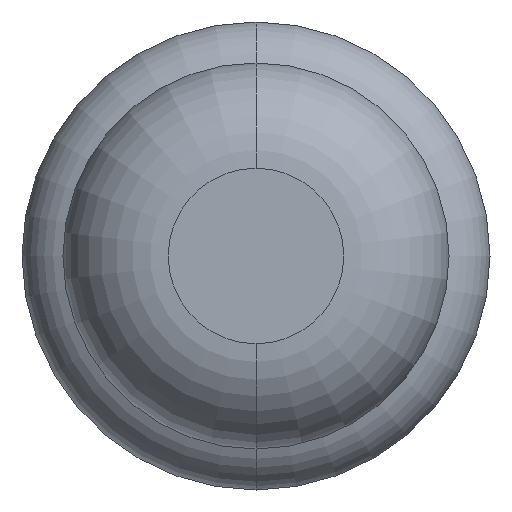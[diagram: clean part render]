
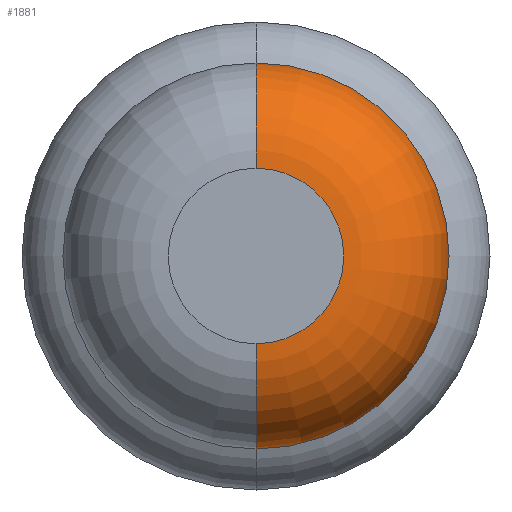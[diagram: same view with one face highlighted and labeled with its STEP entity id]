
A CAD part, front view. The second image highlights one B-rep face of the part: STEP entity #1881.
In plain terms, the highlighted toroidal (fillet/blend) face has major radius 0.375 mm and minor radius 0.45 mm.
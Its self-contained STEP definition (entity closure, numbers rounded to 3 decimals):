
#32 = VERTEX_POINT ( 'NONE', #2946 ) ;
#62 = EDGE_CURVE ( 'NONE', #32, #3934, #3597, .T. ) ;
#89 = DIRECTION ( 'NONE',  ( 0., 1., 0. ) ) ;
#128 = CARTESIAN_POINT ( 'NONE',  ( 0., -28.55, -0.825 ) ) ;
#136 = ORIENTED_EDGE ( 'NONE', *, *, #314, .T. ) ;
#166 = EDGE_LOOP ( 'NONE', ( #636, #136, #2149, #1171 ) ) ;
#172 = CIRCLE ( 'NONE', #3017, 0.825 ) ;
#314 = EDGE_CURVE ( 'NONE', #1987, #3435, #1235, .T. ) ;
#543 = CARTESIAN_POINT ( 'NONE',  ( 0., -28.55, -0.375 ) ) ;
#636 = ORIENTED_EDGE ( 'NONE', *, *, #1717, .T. ) ;
#649 = CARTESIAN_POINT ( 'NONE',  ( 0., -28.55, 0.375 ) ) ;
#845 = FACE_OUTER_BOUND ( 'NONE', #166, .T. ) ;
#1171 = ORIENTED_EDGE ( 'NONE', *, *, #62, .F. ) ;
#1235 = CIRCLE ( 'NONE', #2798, 0.45 ) ;
#1717 = EDGE_CURVE ( 'Defeature ausgef�hrt1_8+Defeature ausgef�hrt1_7+Defeature ausgef�hrt1_7+Defeature ausgef�hrt1_7', #32, #1987, #2343, .T. ) ;
#1739 = DIRECTION ( 'NONE',  ( 0., 0., 1. ) ) ;
#1757 = CARTESIAN_POINT ( 'NONE',  ( 0., -29., 0. ) ) ;
#1781 = DIRECTION ( 'NONE',  ( 0., 1., 0. ) ) ;
#1881 = ADVANCED_FACE ( 'Defeature ausgef�hrt1_8', ( #845 ), #2238, .T. ) ;
#1987 = VERTEX_POINT ( 'NONE', #3173 ) ;
#2129 = DIRECTION ( 'NONE',  ( 0., 0., 1. ) ) ;
#2139 = DIRECTION ( 'NONE',  ( 1., 0., 0. ) ) ;
#2149 = ORIENTED_EDGE ( 'NONE', *, *, #3010, .F. ) ;
#2238 = TOROIDAL_SURFACE ( 'NONE', #3824, 0.375, 0.45 ) ;
#2343 = CIRCLE ( 'NONE', #3478, 0.375 ) ;
#2360 = DIRECTION ( 'NONE',  ( 0., 0., 1. ) ) ;
#2562 = AXIS2_PLACEMENT_3D ( 'NONE', #649, #3242, #2916 ) ;
#2686 = DIRECTION ( 'NONE',  ( 0., 1., 0. ) ) ;
#2795 = CARTESIAN_POINT ( 'NONE',  ( 0., -28.55, 0. ) ) ;
#2798 = AXIS2_PLACEMENT_3D ( 'NONE', #543, #2139, #3063 ) ;
#2916 = DIRECTION ( 'NONE',  ( 0., 0., 1. ) ) ;
#2946 = CARTESIAN_POINT ( 'NONE',  ( 0., -29., 0.375 ) ) ;
#3010 = EDGE_CURVE ( 'Defeature ausgef�hrt1_9+Defeature ausgef�hrt1_8+Defeature ausgef�hrt1_8+Defeature ausgef�hrt1_8', #3934, #3435, #172, .T. ) ;
#3017 = AXIS2_PLACEMENT_3D ( 'NONE', #3702, #2686, #2360 ) ;
#3063 = DIRECTION ( 'NONE',  ( 0., 0., -1. ) ) ;
#3128 = CARTESIAN_POINT ( 'NONE',  ( 0., -28.55, 0.825 ) ) ;
#3173 = CARTESIAN_POINT ( 'NONE',  ( 0., -29., -0.375 ) ) ;
#3242 = DIRECTION ( 'NONE',  ( -1., 0., 0. ) ) ;
#3435 = VERTEX_POINT ( 'NONE', #128 ) ;
#3478 = AXIS2_PLACEMENT_3D ( 'NONE', #1757, #89, #1739 ) ;
#3597 = CIRCLE ( 'NONE', #2562, 0.45 ) ;
#3702 = CARTESIAN_POINT ( 'NONE',  ( 0., -28.55, 0. ) ) ;
#3824 = AXIS2_PLACEMENT_3D ( 'NONE', #2795, #1781, #2129 ) ;
#3934 = VERTEX_POINT ( 'NONE', #3128 ) ;
